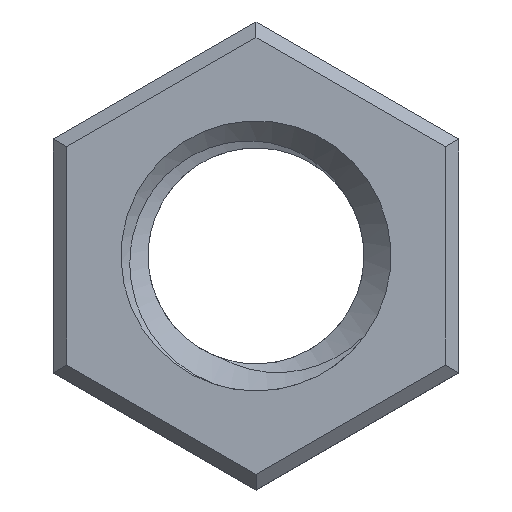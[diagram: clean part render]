
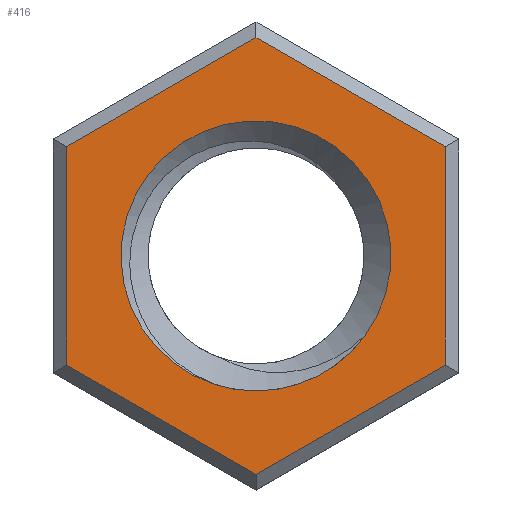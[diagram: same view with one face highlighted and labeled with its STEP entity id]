
A CAD part, top view. The second image highlights one B-rep face of the part: STEP entity #416.
In plain terms, the highlighted planar face has unit normal (0, 0, 1).
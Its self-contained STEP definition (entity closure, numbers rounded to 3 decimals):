
#42=CIRCLE('',#452,5.);
#43=CIRCLE('',#461,5.);
#96=ORIENTED_EDGE('',*,*,#193,.T.);
#97=ORIENTED_EDGE('',*,*,#194,.T.);
#98=ORIENTED_EDGE('',*,*,#195,.T.);
#99=ORIENTED_EDGE('',*,*,#196,.T.);
#100=ORIENTED_EDGE('',*,*,#197,.T.);
#101=ORIENTED_EDGE('',*,*,#198,.T.);
#102=ORIENTED_EDGE('',*,*,#174,.T.);
#103=ORIENTED_EDGE('',*,*,#199,.T.);
#174=EDGE_CURVE('',#225,#224,#42,.T.);
#193=EDGE_CURVE('',#238,#239,#268,.T.);
#194=EDGE_CURVE('',#239,#240,#269,.T.);
#195=EDGE_CURVE('',#240,#241,#270,.T.);
#196=EDGE_CURVE('',#241,#242,#271,.T.);
#197=EDGE_CURVE('',#242,#243,#272,.T.);
#198=EDGE_CURVE('',#243,#238,#273,.T.);
#199=EDGE_CURVE('',#224,#225,#43,.T.);
#224=VERTEX_POINT('',#1258);
#225=VERTEX_POINT('',#1848);
#238=VERTEX_POINT('',#1905);
#239=VERTEX_POINT('',#1906);
#240=VERTEX_POINT('',#1908);
#241=VERTEX_POINT('',#1910);
#242=VERTEX_POINT('',#1912);
#243=VERTEX_POINT('',#1914);
#268=LINE('',#1904,#310);
#269=LINE('',#1907,#311);
#270=LINE('',#1909,#312);
#271=LINE('',#1911,#313);
#272=LINE('',#1913,#314);
#273=LINE('',#1915,#315);
#310=VECTOR('',#534,1000.);
#311=VECTOR('',#535,1000.);
#312=VECTOR('',#536,1000.);
#313=VECTOR('',#537,1000.);
#314=VECTOR('',#538,1000.);
#315=VECTOR('',#539,1000.);
#341=EDGE_LOOP('',(#96,#97,#98,#99,#100,#101));
#342=EDGE_LOOP('',(#102,#103));
#369=FACE_BOUND('',#341,.T.);
#370=FACE_BOUND('',#342,.T.);
#391=PLANE('',#460);
#416=ADVANCED_FACE('',(#369,#370),#391,.F.);
#452=AXIS2_PLACEMENT_3D('',#1865,#498,#499);
#460=AXIS2_PLACEMENT_3D('',#1903,#532,#533);
#461=AXIS2_PLACEMENT_3D('',#1916,#540,#541);
#498=DIRECTION('',(0.,0.,-1.));
#499=DIRECTION('',(-1.,0.,0.));
#532=DIRECTION('',(0.,0.,-1.));
#533=DIRECTION('',(-1.,0.,0.));
#534=DIRECTION('',(-0.866,-0.5,0.));
#535=DIRECTION('',(0.,-1.,0.));
#536=DIRECTION('',(0.866,-0.5,0.));
#537=DIRECTION('',(0.866,0.5,0.));
#538=DIRECTION('',(0.,1.,0.));
#539=DIRECTION('',(-0.866,0.5,0.));
#540=DIRECTION('',(0.,0.,-1.));
#541=DIRECTION('',(-1.,0.,0.));
#1258=CARTESIAN_POINT('',(-1.542,-4.756,-27.25));
#1848=CARTESIAN_POINT('',(4.042,-2.944,-27.25));
#1865=CARTESIAN_POINT('',(0.,0.,-27.25));
#1903=CARTESIAN_POINT('',(0.,0.,-27.25));
#1904=CARTESIAN_POINT('',(-3.5,6.062,-27.25));
#1905=CARTESIAN_POINT('',(0.,8.083,-27.25));
#1906=CARTESIAN_POINT('',(-7.,4.041,-27.25));
#1907=CARTESIAN_POINT('',(-7.,0.,-27.25));
#1908=CARTESIAN_POINT('',(-7.,-4.041,-27.25));
#1909=CARTESIAN_POINT('',(-3.5,-6.062,-27.25));
#1910=CARTESIAN_POINT('',(0.,-8.083,-27.25));
#1911=CARTESIAN_POINT('',(3.5,-6.062,-27.25));
#1912=CARTESIAN_POINT('',(7.,-4.041,-27.25));
#1913=CARTESIAN_POINT('',(7.,0.,-27.25));
#1914=CARTESIAN_POINT('',(7.,4.041,-27.25));
#1915=CARTESIAN_POINT('',(3.5,6.062,-27.25));
#1916=CARTESIAN_POINT('',(0.,0.,-27.25));
